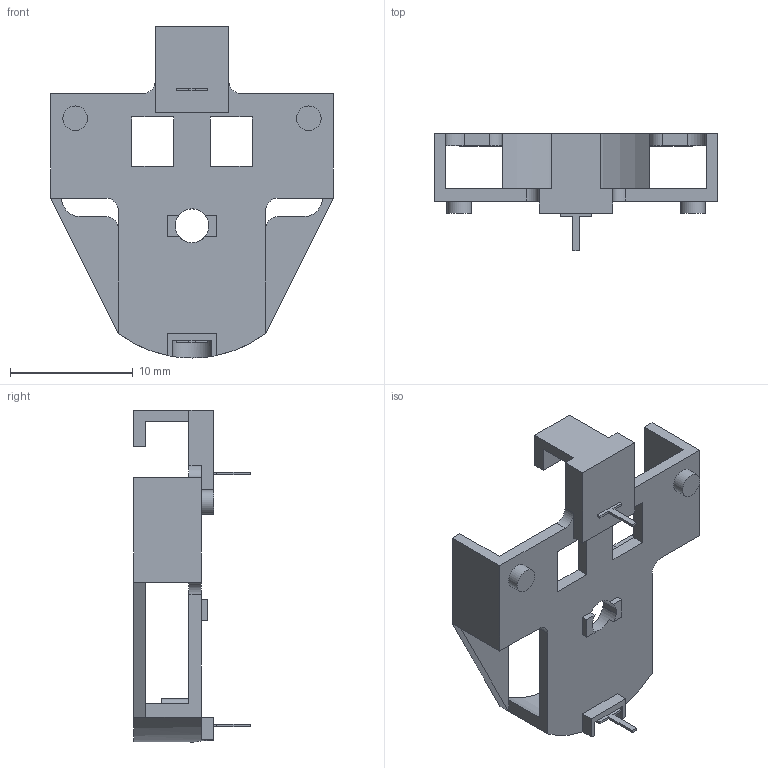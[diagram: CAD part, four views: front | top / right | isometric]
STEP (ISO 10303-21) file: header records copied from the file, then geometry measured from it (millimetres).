
FILE_DESCRIPTION(/* description */ (''),/* implementation_level */ '2;1');
FILE_NAME(/* name */ 'bat_pp_2032_x1_horiz.stp',/* time_stamp */ '2025-10-04T06:50:46-03:00',/* author */ ('Federico'),/* organization */ (''),/* preprocessor_version */ 'ST-DEVELOPER v18.1',/* originating_system */ 'Autodesk Inventor 2021',/* authorisation */ '');
FILE_SCHEMA (('AUTOMOTIVE_DESIGN { 1 0 10303 214 3 1 1 }'));
Length unit declared in the file: millimetre
Products named in the file (1): cr2032
Bounding box: 23 x 9.5 x 27 mm (x, y, z)
Volume: 592.5 mm3; surface area: 1401.9 mm2
Topology: 1 solids, 1 shells, 97 faces, 276 edges, 181 vertices
Faces by surface type: plane 81, cylinder 16
Full cylindrical faces by diameter (mm): 1 x1, 2 x2
Entity records: 3193 total; most frequent: CARTESIAN_POINT 573, ORIENTED_EDGE 552, DIRECTION 510, EDGE_CURVE 276, LINE 234, VECTOR 234, VERTEX_POINT 181, AXIS2_PLACEMENT_3D 138
